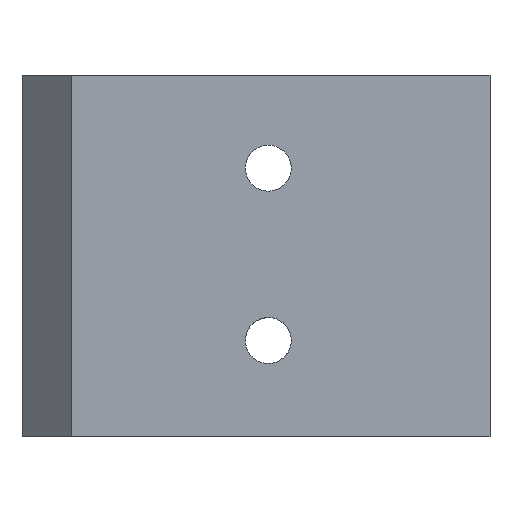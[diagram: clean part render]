
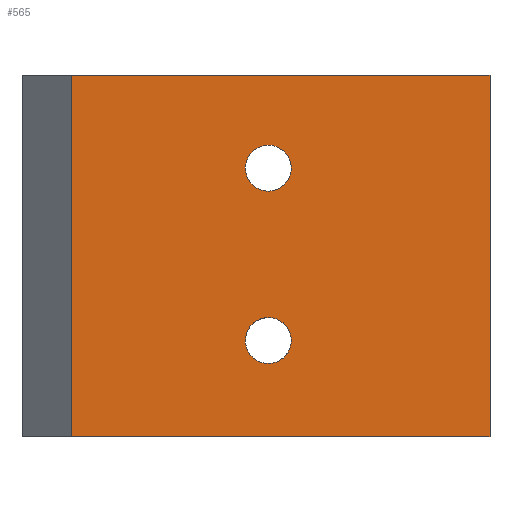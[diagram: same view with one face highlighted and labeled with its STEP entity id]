
A CAD part, front view. The second image highlights one B-rep face of the part: STEP entity #565.
In plain terms, the highlighted planar face has unit normal (0, -1, 0).
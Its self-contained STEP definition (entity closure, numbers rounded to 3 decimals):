
#20=FACE_BOUND('',#91,.T.);
#21=FACE_BOUND('',#92,.T.);
#32=CIRCLE('',#609,1.4);
#34=CIRCLE('',#613,1.4);
#63=FACE_OUTER_BOUND('',#90,.T.);
#90=EDGE_LOOP('',(#482,#483,#484,#485));
#91=EDGE_LOOP('',(#486));
#92=EDGE_LOOP('',(#487));
#105=LINE('',#802,#170);
#157=LINE('',#933,#222);
#159=LINE('',#936,#224);
#160=LINE('',#938,#225);
#170=VECTOR('',#644,10.);
#222=VECTOR('',#760,10.);
#224=VECTOR('',#764,10.);
#225=VECTOR('',#767,10.);
#234=VERTEX_POINT('',#799);
#235=VERTEX_POINT('',#801);
#272=VERTEX_POINT('',#896);
#275=VERTEX_POINT('',#907);
#281=VERTEX_POINT('',#930);
#282=VERTEX_POINT('',#932);
#289=EDGE_CURVE('',#234,#235,#105,.T.);
#337=EDGE_CURVE('',#272,#272,#32,.T.);
#343=EDGE_CURVE('',#275,#275,#34,.T.);
#357=EDGE_CURVE('',#281,#282,#157,.T.);
#359=EDGE_CURVE('',#281,#235,#159,.T.);
#360=EDGE_CURVE('',#234,#282,#160,.T.);
#482=ORIENTED_EDGE('',*,*,#359,.T.);
#483=ORIENTED_EDGE('',*,*,#289,.F.);
#484=ORIENTED_EDGE('',*,*,#360,.T.);
#485=ORIENTED_EDGE('',*,*,#357,.F.);
#486=ORIENTED_EDGE('',*,*,#343,.T.);
#487=ORIENTED_EDGE('',*,*,#337,.T.);
#539=PLANE('',#622);
#565=ADVANCED_FACE('',(#63,#20,#21),#539,.F.);
#609=AXIS2_PLACEMENT_3D('',#897,#722,#723);
#613=AXIS2_PLACEMENT_3D('',#908,#734,#735);
#622=AXIS2_PLACEMENT_3D('',#937,#765,#766);
#644=DIRECTION('',(-1.,0.,0.));
#722=DIRECTION('center_axis',(0.,1.,0.));
#723=DIRECTION('ref_axis',(1.,0.,0.));
#734=DIRECTION('center_axis',(0.,1.,0.));
#735=DIRECTION('ref_axis',(1.,0.,0.));
#760=DIRECTION('',(1.,0.,0.));
#764=DIRECTION('',(0.,0.,-1.));
#765=DIRECTION('center_axis',(0.,1.,0.));
#766=DIRECTION('ref_axis',(1.,0.,0.));
#767=DIRECTION('',(0.,0.,1.));
#799=CARTESIAN_POINT('',(21.5,0.,-21.5));
#801=CARTESIAN_POINT('',(-4.,0.,-21.5));
#802=CARTESIAN_POINT('',(18.,0.,-21.5));
#896=CARTESIAN_POINT('',(6.6,0.,-15.65));
#897=CARTESIAN_POINT('Origin',(8.,0.,-15.65));
#907=CARTESIAN_POINT('',(6.6,0.,-5.15));
#908=CARTESIAN_POINT('Origin',(8.,0.,-5.15));
#930=CARTESIAN_POINT('',(-4.,0.,0.5));
#932=CARTESIAN_POINT('',(21.5,0.,0.5));
#933=CARTESIAN_POINT('',(11.,0.,0.5));
#936=CARTESIAN_POINT('',(-4.,0.,-5.));
#937=CARTESIAN_POINT('Origin',(12.,0.,-10.5));
#938=CARTESIAN_POINT('',(21.5,0.,-5.25));
